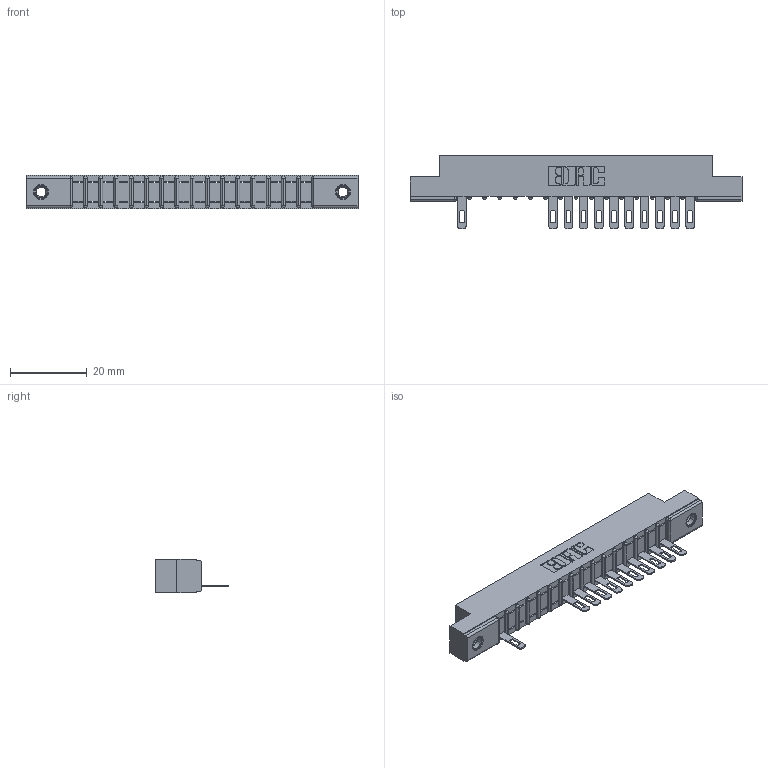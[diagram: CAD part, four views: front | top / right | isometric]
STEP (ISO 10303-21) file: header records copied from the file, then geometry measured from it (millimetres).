
FILE_DESCRIPTION (( 'STEP AP203' ), '1' );
FILE_NAME ('307-016-505-107.STEP', '2018-08-03T02:40:53', ( '' ), ( '' ), 'SwSTEP 2.0', 'SolidWorks 2016', '' );
FILE_SCHEMA (( 'CONFIG_CONTROL_DESIGN' ));
Length unit declared in the file: inch
Products named in the file (4): 307 Part_.156 Dia Mounting Holes; 307-290-001_505; 345-250-001_345-250-005-103; 307-016-505-107
Assembly tree (14 placements, depth 2):
  307-016-505-107
    307 Part_.156 Dia Mounting Holes
    307-290-001_505  x11
    345-250-001_345-250-005-103  x2
Bounding box: 86.41 x 19.18 x 8.71 mm (x, y, z)
Volume: 5399.5 mm3; surface area: 7834.5 mm2
Topology: 14 solids, 14 shells, 911 faces, 2561 edges, 1638 vertices
Faces by surface type: plane 558, cylinder 303, sphere 34, cone 12, torus 4
Entity records: 17921 total; most frequent: CARTESIAN_POINT 3010, ORIENTED_EDGE 2994, DIRECTION 2949, EDGE_CURVE 1497, LINE 1135, VECTOR 1135, VERTEX_POINT 968, AXIS2_PLACEMENT_3D 907
